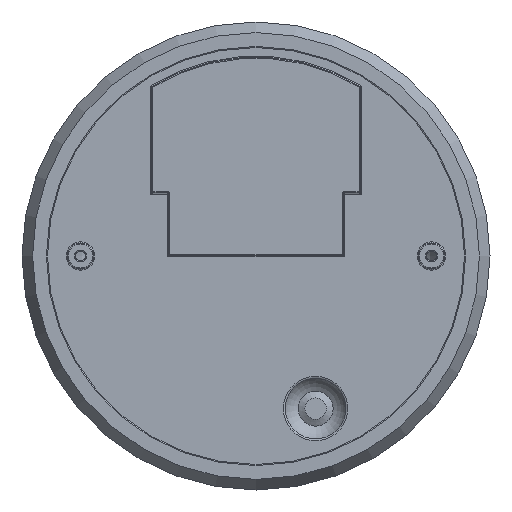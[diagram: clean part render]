
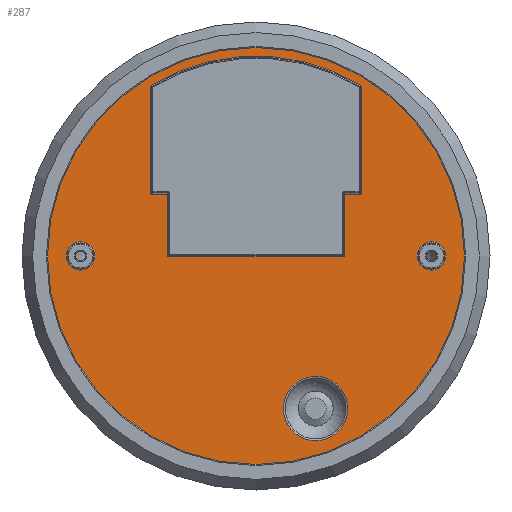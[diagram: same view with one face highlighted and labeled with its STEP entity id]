
A CAD part, front view. The second image highlights one B-rep face of the part: STEP entity #287.
In plain terms, the highlighted planar face has unit normal (0, -1, 0).
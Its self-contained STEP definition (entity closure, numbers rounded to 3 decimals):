
#7 = VERTEX_POINT ( 'NONE', #1209 ) ;
#8 = VERTEX_POINT ( 'NONE', #1370 ) ;
#17 = EDGE_CURVE ( 'NONE', #51, #51, #1874, .T. ) ;
#18 = CARTESIAN_POINT ( 'NONE',  ( 0., 6.5, 0. ) ) ;
#19 = PLANE ( 'NONE',  #1683 ) ;
#51 = VERTEX_POINT ( 'NONE', #1387 ) ;
#58 = CARTESIAN_POINT ( 'NONE',  ( -49.5, 6.5, 79.911 ) ) ;
#105 = EDGE_CURVE ( 'NONE', #8, #8, #920, .T. ) ;
#110 = CARTESIAN_POINT ( 'NONE',  ( -41.5, 6.5, 0. ) ) ;
#127 = DIRECTION ( 'NONE',  ( 0., 0., 1. ) ) ;
#142 = DIRECTION ( 'NONE',  ( 0., -1., 0. ) ) ;
#172 = EDGE_CURVE ( 'NONE', #7, #7, #852, .T. ) ;
#257 = AXIS2_PLACEMENT_3D ( 'NONE', #695, #692, #733 ) ;
#287 = ADVANCED_FACE ( 'NONE', ( #760, #767, #759, #761, #764 ), #19, .T. ) ;
#315 = ORIENTED_EDGE ( 'NONE', *, *, #592, .T. ) ;
#316 = DIRECTION ( 'NONE',  ( 0., 0., -1. ) ) ;
#319 = EDGE_CURVE ( 'NONE', #1478, #1451, #748, .T. ) ;
#321 = DIRECTION ( 'NONE',  ( 0., 1., 0. ) ) ;
#325 = CARTESIAN_POINT ( 'NONE',  ( 82.5, 6.5, 0. ) ) ;
#342 = CARTESIAN_POINT ( 'NONE',  ( -49.5, 6.5, 29.132 ) ) ;
#380 = CARTESIAN_POINT ( 'NONE',  ( -41.5, 6.5, 29.132 ) ) ;
#455 = EDGE_CURVE ( 'NONE', #2068, #1478, #707, .T. ) ;
#468 = VECTOR ( 'NONE', #127, 1000. ) ;
#482 = CARTESIAN_POINT ( 'NONE',  ( 0., 6.5, 29.132 ) ) ;
#490 = LINE ( 'NONE', #110, #468 ) ;
#513 = DIRECTION ( 'NONE',  ( -1., 0., 0. ) ) ;
#531 = DIRECTION ( 'NONE',  ( 0., 0., -1. ) ) ;
#532 = DIRECTION ( 'NONE',  ( 0., 1., 0. ) ) ;
#535 = AXIS2_PLACEMENT_3D ( 'NONE', #536, #532, #531 ) ;
#536 = CARTESIAN_POINT ( 'NONE',  ( -82.5, 6.5, 0. ) ) ;
#545 = CARTESIAN_POINT ( 'NONE',  ( 49.5, 6.5, 29.132 ) ) ;
#589 = DIRECTION ( 'NONE',  ( 0., 0., 1. ) ) ;
#592 = EDGE_CURVE ( 'NONE', #1122, #2068, #684, .T. ) ;
#611 = CARTESIAN_POINT ( 'NONE',  ( 49.5, 6.5, 79.911 ) ) ;
#612 = VECTOR ( 'NONE', #513, 1000. ) ;
#615 = LINE ( 'NONE', #482, #612 ) ;
#617 = CARTESIAN_POINT ( 'NONE',  ( -49.5, 6.5, 0. ) ) ;
#621 = DIRECTION ( 'NONE',  ( 0., 0., -1. ) ) ;
#624 = DIRECTION ( 'NONE',  ( 0., 1., 0. ) ) ;
#629 = CARTESIAN_POINT ( 'NONE',  ( 0., 6.5, 0. ) ) ;
#641 = VECTOR ( 'NONE', #589, 1000. ) ;
#646 = CIRCLE ( 'NONE', #535, 6.65 ) ;
#654 = LINE ( 'NONE', #617, #641 ) ;
#655 = VECTOR ( 'NONE', #669, 1000. ) ;
#659 = CIRCLE ( 'NONE', #2071, 94. ) ;
#662 = LINE ( 'NONE', #699, #655 ) ;
#669 = DIRECTION ( 'NONE',  ( 0., 0., -1. ) ) ;
#670 = VECTOR ( 'NONE', #774, 1000. ) ;
#684 = LINE ( 'NONE', #720, #670 ) ;
#692 = DIRECTION ( 'NONE',  ( 0., -1., 0. ) ) ;
#695 = CARTESIAN_POINT ( 'NONE',  ( 0., 6.5, 0. ) ) ;
#699 = CARTESIAN_POINT ( 'NONE',  ( 49.5, 6.5, 0. ) ) ;
#702 = VECTOR ( 'NONE', #840, 1000. ) ;
#707 = LINE ( 'NONE', #836, #702 ) ;
#720 = CARTESIAN_POINT ( 'NONE',  ( 0., 6.5, 29.132 ) ) ;
#721 = EDGE_CURVE ( 'NONE', #974, #1122, #662, .T. ) ;
#730 = VECTOR ( 'NONE', #1056, 1000. ) ;
#733 = DIRECTION ( 'NONE',  ( 0., 0., -1. ) ) ;
#748 = LINE ( 'NONE', #1362, #730 ) ;
#759 = FACE_BOUND ( 'NONE', #1429, .T. ) ;
#760 = FACE_BOUND ( 'NONE', #1229, .T. ) ;
#761 = FACE_BOUND ( 'NONE', #1693, .T. ) ;
#764 = FACE_BOUND ( 'NONE', #1910, .T. ) ;
#767 = FACE_OUTER_BOUND ( 'NONE', #979, .T. ) ;
#774 = DIRECTION ( 'NONE',  ( -1., 0., 0. ) ) ;
#836 = CARTESIAN_POINT ( 'NONE',  ( 41.5, 6.5, 0. ) ) ;
#840 = DIRECTION ( 'NONE',  ( 0., 0., -1. ) ) ;
#841 = EDGE_CURVE ( 'NONE', #1341, #974, #659, .T. ) ;
#851 = CARTESIAN_POINT ( 'NONE',  ( -82.5, 6.5, -6.65 ) ) ;
#852 = CIRCLE ( 'NONE', #1513, 6.65 ) ;
#916 = CARTESIAN_POINT ( 'NONE',  ( -41.5, 6.5, -0.368 ) ) ;
#920 = CIRCLE ( 'NONE', #257, 98. ) ;
#972 = ORIENTED_EDGE ( 'NONE', *, *, #721, .T. ) ;
#974 = VERTEX_POINT ( 'NONE', #611 ) ;
#975 = EDGE_CURVE ( 'NONE', #1287, #1341, #654, .T. ) ;
#979 = EDGE_LOOP ( 'NONE', ( #1294 ) ) ;
#981 = ORIENTED_EDGE ( 'NONE', *, *, #455, .T. ) ;
#991 = ORIENTED_EDGE ( 'NONE', *, *, #319, .T. ) ;
#993 = ORIENTED_EDGE ( 'NONE', *, *, #172, .T. ) ;
#995 = ORIENTED_EDGE ( 'NONE', *, *, #17, .T. ) ;
#1056 = DIRECTION ( 'NONE',  ( -1., 0., 0. ) ) ;
#1083 = EDGE_CURVE ( 'NONE', #2017, #2017, #646, .T. ) ;
#1117 = CARTESIAN_POINT ( 'NONE',  ( 41.5, 6.5, -0.368 ) ) ;
#1122 = VERTEX_POINT ( 'NONE', #545 ) ;
#1172 = DIRECTION ( 'NONE',  ( 0., 0., -1. ) ) ;
#1174 = DIRECTION ( 'NONE',  ( 0., 1., 0. ) ) ;
#1180 = EDGE_CURVE ( 'NONE', #1259, #1287, #615, .T. ) ;
#1191 = ORIENTED_EDGE ( 'NONE', *, *, #1180, .T. ) ;
#1204 = CARTESIAN_POINT ( 'NONE',  ( 28., 6.5, -71.729 ) ) ;
#1209 = CARTESIAN_POINT ( 'NONE',  ( 82.5, 6.5, -6.65 ) ) ;
#1229 = EDGE_LOOP ( 'NONE', ( #1483 ) ) ;
#1251 = ORIENTED_EDGE ( 'NONE', *, *, #1395, .T. ) ;
#1259 = VERTEX_POINT ( 'NONE', #380 ) ;
#1287 = VERTEX_POINT ( 'NONE', #342 ) ;
#1294 = ORIENTED_EDGE ( 'NONE', *, *, #105, .T. ) ;
#1341 = VERTEX_POINT ( 'NONE', #58 ) ;
#1362 = CARTESIAN_POINT ( 'NONE',  ( 0., 6.5, -0.368 ) ) ;
#1370 = CARTESIAN_POINT ( 'NONE',  ( 0., 6.5, -98. ) ) ;
#1387 = CARTESIAN_POINT ( 'NONE',  ( 28., 6.5, -86.862 ) ) ;
#1395 = EDGE_CURVE ( 'NONE', #1451, #1259, #490, .T. ) ;
#1429 = EDGE_LOOP ( 'NONE', ( #1251, #1191, #2096, #1503, #972, #315, #981, #991 ) ) ;
#1437 = AXIS2_PLACEMENT_3D ( 'NONE', #1204, #1174, #1172 ) ;
#1438 = DIRECTION ( 'NONE',  ( 0., 0., -1. ) ) ;
#1451 = VERTEX_POINT ( 'NONE', #916 ) ;
#1478 = VERTEX_POINT ( 'NONE', #1117 ) ;
#1483 = ORIENTED_EDGE ( 'NONE', *, *, #1083, .T. ) ;
#1503 = ORIENTED_EDGE ( 'NONE', *, *, #841, .T. ) ;
#1513 = AXIS2_PLACEMENT_3D ( 'NONE', #325, #321, #316 ) ;
#1656 = CARTESIAN_POINT ( 'NONE',  ( 41.5, 6.5, 29.132 ) ) ;
#1683 = AXIS2_PLACEMENT_3D ( 'NONE', #18, #142, #1438 ) ;
#1693 = EDGE_LOOP ( 'NONE', ( #993 ) ) ;
#1874 = CIRCLE ( 'NONE', #1437, 15.133 ) ;
#1910 = EDGE_LOOP ( 'NONE', ( #995 ) ) ;
#2017 = VERTEX_POINT ( 'NONE', #851 ) ;
#2068 = VERTEX_POINT ( 'NONE', #1656 ) ;
#2071 = AXIS2_PLACEMENT_3D ( 'NONE', #629, #624, #621 ) ;
#2096 = ORIENTED_EDGE ( 'NONE', *, *, #975, .T. ) ;
